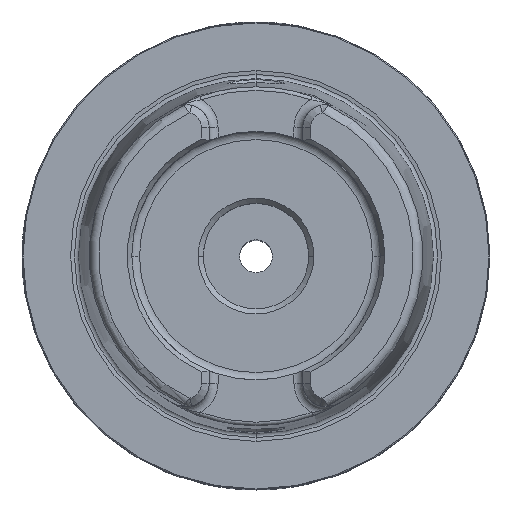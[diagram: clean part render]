
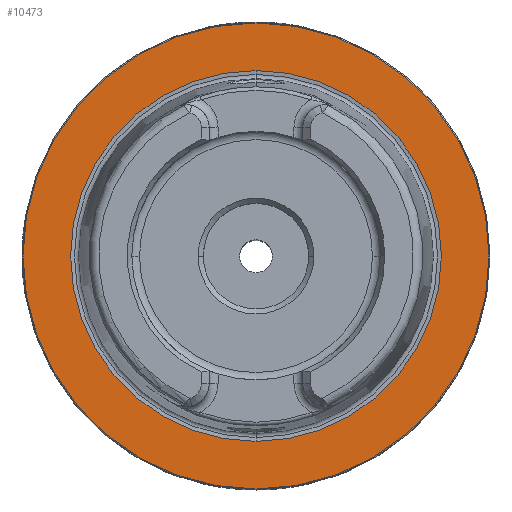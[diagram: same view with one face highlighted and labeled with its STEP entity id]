
A CAD part, top view. The second image highlights one B-rep face of the part: STEP entity #10473.
In plain terms, the highlighted planar face has unit normal (0, 0, 1).
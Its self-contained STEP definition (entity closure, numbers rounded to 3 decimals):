
#147 = DIRECTION ( 'NONE',  ( 0., 0., -1. ) ) ;
#523 = CARTESIAN_POINT ( 'NONE',  ( 0., -49.765, 0. ) ) ;
#592 = CARTESIAN_POINT ( 'NONE',  ( 0., -39.59, 0. ) ) ;
#856 = CIRCLE ( 'NONE', #3602, 39.59 ) ;
#1544 = CARTESIAN_POINT ( 'NONE',  ( 0., 0., 0. ) ) ;
#1628 = AXIS2_PLACEMENT_3D ( 'NONE', #10137, #4863, #5736 ) ;
#1812 = DIRECTION ( 'NONE',  ( 0., 0., 1. ) ) ;
#2027 = CARTESIAN_POINT ( 'NONE',  ( 0., 39.59, 0. ) ) ;
#2237 = ORIENTED_EDGE ( 'NONE', *, *, #9985, .T. ) ;
#2286 = CARTESIAN_POINT ( 'NONE',  ( 0., 49.765, 0. ) ) ;
#2476 = EDGE_CURVE ( 'NONE', #11373, #9807, #856, .T. ) ;
#2952 = DIRECTION ( 'NONE',  ( 0., 1., 0. ) ) ;
#3602 = AXIS2_PLACEMENT_3D ( 'NONE', #10237, #5566, #7253 ) ;
#4531 = ORIENTED_EDGE ( 'NONE', *, *, #7326, .T. ) ;
#4847 = FACE_BOUND ( 'NONE', #6359, .T. ) ;
#4863 = DIRECTION ( 'NONE',  ( 0., 0., 1. ) ) ;
#5519 = CARTESIAN_POINT ( 'NONE',  ( 0., 0., 0. ) ) ;
#5566 = DIRECTION ( 'NONE',  ( 0., 0., -1. ) ) ;
#5736 = DIRECTION ( 'NONE',  ( 0., -1., 0. ) ) ;
#6105 = ORIENTED_EDGE ( 'NONE', *, *, #2476, .T. ) ;
#6135 = VERTEX_POINT ( 'NONE', #2286 ) ;
#6359 = EDGE_LOOP ( 'NONE', ( #4531, #6105 ) ) ;
#7151 = EDGE_CURVE ( 'NONE', #6135, #8752, #9456, .T. ) ;
#7204 = DIRECTION ( 'NONE',  ( 0., -1., 0. ) ) ;
#7207 = FACE_OUTER_BOUND ( 'NONE', #10777, .T. ) ;
#7253 = DIRECTION ( 'NONE',  ( 0., 1., 0. ) ) ;
#7286 = PLANE ( 'NONE',  #1628 ) ;
#7326 = EDGE_CURVE ( 'NONE', #9807, #11373, #9478, .T. ) ;
#8148 = ORIENTED_EDGE ( 'NONE', *, *, #7151, .T. ) ;
#8361 = AXIS2_PLACEMENT_3D ( 'NONE', #1544, #1812, #7204 ) ;
#8752 = VERTEX_POINT ( 'NONE', #523 ) ;
#8796 = AXIS2_PLACEMENT_3D ( 'NONE', #5519, #147, #2952 ) ;
#9176 = CARTESIAN_POINT ( 'NONE',  ( 0., 0., 0. ) ) ;
#9456 = CIRCLE ( 'NONE', #10886, 49.765 ) ;
#9478 = CIRCLE ( 'NONE', #8796, 39.59 ) ;
#9592 = DIRECTION ( 'NONE',  ( 0., 0., 1. ) ) ;
#9807 = VERTEX_POINT ( 'NONE', #592 ) ;
#9985 = EDGE_CURVE ( 'NONE', #8752, #6135, #10686, .T. ) ;
#10038 = DIRECTION ( 'NONE',  ( 0., -1., 0. ) ) ;
#10137 = CARTESIAN_POINT ( 'NONE',  ( 0., 49.965, 0. ) ) ;
#10237 = CARTESIAN_POINT ( 'NONE',  ( 0., 0., 0. ) ) ;
#10473 = ADVANCED_FACE ( 'NONE', ( #7207, #4847 ), #7286, .T. ) ;
#10686 = CIRCLE ( 'NONE', #8361, 49.765 ) ;
#10777 = EDGE_LOOP ( 'NONE', ( #2237, #8148 ) ) ;
#10886 = AXIS2_PLACEMENT_3D ( 'NONE', #9176, #9592, #10038 ) ;
#11373 = VERTEX_POINT ( 'NONE', #2027 ) ;
